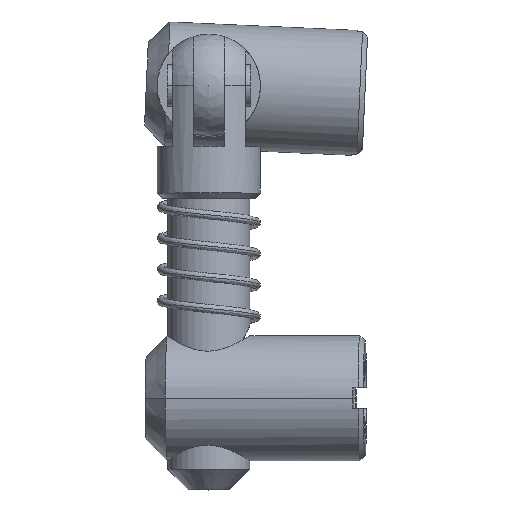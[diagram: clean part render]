
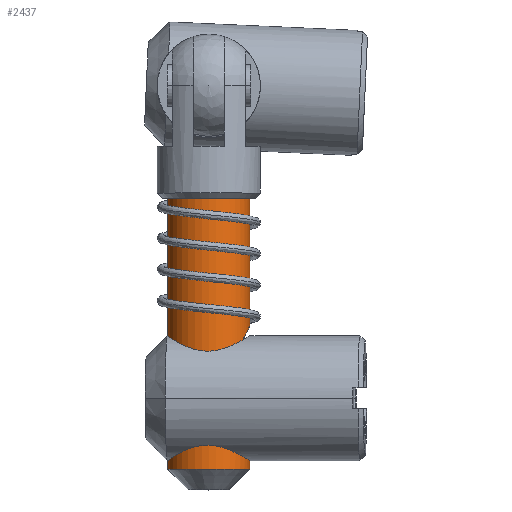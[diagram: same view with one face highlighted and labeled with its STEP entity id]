
A CAD part, top view. The second image highlights one B-rep face of the part: STEP entity #2437.
In plain terms, the highlighted cylindrical face has radius 3.95 mm (diameter 7.9 mm), a partial arc.
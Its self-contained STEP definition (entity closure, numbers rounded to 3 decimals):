
#45 = CARTESIAN_POINT ( 'NONE',  ( 22.718, 0.422, -16.561 ) ) ;
#79 = VERTEX_POINT ( 'NONE', #2992 ) ;
#319 = CARTESIAN_POINT ( 'NONE',  ( 26.668, 0.422, -16.561 ) ) ;
#336 = DIRECTION ( 'NONE',  ( 0., 1., 0. ) ) ;
#371 = VECTOR ( 'NONE', #2232, 1000. ) ;
#395 = CARTESIAN_POINT ( 'NONE',  ( 26.444, -21.32, -15.246 ) ) ;
#583 = CARTESIAN_POINT ( 'NONE',  ( 18.768, -25.578, -16.561 ) ) ;
#685 = AXIS2_PLACEMENT_3D ( 'NONE', #45, #1649, #6383 ) ;
#744 = B_SPLINE_CURVE_WITH_KNOTS ( 'NONE', 3,
 ( #3265, #5807, #3756, #868, #4276, #1383, #4803, #1891, #5337, #2386, #5823, #2816, #6317, #3280, #395, #3775, #892, #4295, #1409, #4821, #1910, #5360 ),
 .UNSPECIFIED., .F., .F.,
 ( 4, 2, 2, 2, 2, 2, 2, 2, 2, 2, 4 ),
 ( 0.018, 0.019, 0.02, 0.021, 0.022, 0.023, 0.023, 0.024, 0.024, 0.025, 0.025 ),
 .UNSPECIFIED. ) ;
#759 = AXIS2_PLACEMENT_3D ( 'NONE', #5612, #5743, #5636 ) ;
#813 = CARTESIAN_POINT ( 'NONE',  ( 26.668, -21.728, -16.561 ) ) ;
#831 = EDGE_CURVE ( 'NONE', #1263, #5750, #839, .T. ) ;
#839 = LINE ( 'NONE', #2247, #371 ) ;
#868 = CARTESIAN_POINT ( 'NONE',  ( 25.071, -17.898, -13.388 ) ) ;
#892 = CARTESIAN_POINT ( 'NONE',  ( 26.553, -21.52, -15.607 ) ) ;
#931 = VERTEX_POINT ( 'NONE', #2072 ) ;
#961 = CARTESIAN_POINT ( 'NONE',  ( 26.668, 11.222, -16.561 ) ) ;
#1263 = VERTEX_POINT ( 'NONE', #583 ) ;
#1290 = EDGE_LOOP ( 'NONE', ( #1484, #1660, #1721, #4198, #4112, #4841, #5183 ) ) ;
#1383 = CARTESIAN_POINT ( 'NONE',  ( 25.279, -18.702, -13.552 ) ) ;
#1408 = VERTEX_POINT ( 'NONE', #319 ) ;
#1409 = CARTESIAN_POINT ( 'NONE',  ( 26.63, -21.66, -15.999 ) ) ;
#1484 = ORIENTED_EDGE ( 'NONE', *, *, #5970, .T. ) ;
#1538 = CARTESIAN_POINT ( 'NONE',  ( 24.966, -16.778, -13.313 ) ) ;
#1561 = CARTESIAN_POINT ( 'NONE',  ( 24.966, -16.495, -13.313 ) ) ;
#1592 = CARTESIAN_POINT ( 'NONE',  ( 24.988, -16.216, -13.328 ) ) ;
#1601 = VECTOR ( 'NONE', #6399, 1000. ) ;
#1611 = CARTESIAN_POINT ( 'NONE',  ( 25.07, -15.662, -13.387 ) ) ;
#1634 = CARTESIAN_POINT ( 'NONE',  ( 25.132, -15.385, -13.433 ) ) ;
#1649 = DIRECTION ( 'NONE',  ( 0., 1., 0. ) ) ;
#1656 = EDGE_CURVE ( 'NONE', #5750, #1408, #3510, .T. ) ;
#1660 = ORIENTED_EDGE ( 'NONE', *, *, #6174, .T. ) ;
#1721 = ORIENTED_EDGE ( 'NONE', *, *, #6056, .F. ) ;
#1746 = LINE ( 'NONE', #961, #1601 ) ;
#1891 = CARTESIAN_POINT ( 'NONE',  ( 25.554, -19.461, -13.808 ) ) ;
#1910 = CARTESIAN_POINT ( 'NONE',  ( 26.668, -21.728, -16.42 ) ) ;
#1961 = CARTESIAN_POINT ( 'NONE',  ( 25.353, -14.588, -13.612 ) ) ;
#2035 = CARTESIAN_POINT ( 'NONE',  ( 25.549, -14.091, -13.787 ) ) ;
#2059 = CARTESIAN_POINT ( 'NONE',  ( 25.86, -13.392, -14.162 ) ) ;
#2072 = CARTESIAN_POINT ( 'NONE',  ( 26.668, -25.578, -16.561 ) ) ;
#2084 = CARTESIAN_POINT ( 'NONE',  ( 25.965, -13.171, -14.304 ) ) ;
#2110 = CARTESIAN_POINT ( 'NONE',  ( 26.118, -12.863, -14.549 ) ) ;
#2232 = DIRECTION ( 'NONE',  ( 0., 1., 0. ) ) ;
#2247 = CARTESIAN_POINT ( 'NONE',  ( 18.768, 11.222, -16.561 ) ) ;
#2285 = CARTESIAN_POINT ( 'NONE',  ( 26.668, -11.828, -16.561 ) ) ;
#2386 = CARTESIAN_POINT ( 'NONE',  ( 25.861, -20.166, -14.163 ) ) ;
#2437 = ADVANCED_FACE ( 'NONE', ( #5239 ), #3676, .T. ) ;
#2486 = CARTESIAN_POINT ( 'NONE',  ( 26.168, -12.763, -14.635 ) ) ;
#2517 = CARTESIAN_POINT ( 'NONE',  ( 26.266, -12.573, -14.822 ) ) ;
#2539 = CARTESIAN_POINT ( 'NONE',  ( 26.314, -12.482, -14.922 ) ) ;
#2585 = CARTESIAN_POINT ( 'NONE',  ( 26.402, -12.315, -15.133 ) ) ;
#2625 = CARTESIAN_POINT ( 'NONE',  ( 26.444, -12.238, -15.243 ) ) ;
#2641 = LINE ( 'NONE', #5747, #5131 ) ;
#2646 = CARTESIAN_POINT ( 'NONE',  ( 26.519, -12.099, -15.478 ) ) ;
#2664 = CARTESIAN_POINT ( 'NONE',  ( 26.552, -12.037, -15.604 ) ) ;
#2816 = CARTESIAN_POINT ( 'NONE',  ( 26.171, -20.8, -14.633 ) ) ;
#2855 = CARTESIAN_POINT ( 'NONE',  ( 26.608, -11.936, -15.864 ) ) ;
#2872 = CARTESIAN_POINT ( 'NONE',  ( 26.63, -11.896, -15.998 ) ) ;
#2891 = CARTESIAN_POINT ( 'NONE',  ( 26.66, -11.842, -16.277 ) ) ;
#2956 = CARTESIAN_POINT ( 'NONE',  ( 26.668, -11.828, -16.561 ) ) ;
#2978 = CARTESIAN_POINT ( 'NONE',  ( 26.668, -11.828, -16.42 ) ) ;
#2992 = CARTESIAN_POINT ( 'NONE',  ( 24.966, -16.778, -13.313 ) ) ;
#3224 = CARTESIAN_POINT ( 'NONE',  ( 22.718, -25.578, -16.561 ) ) ;
#3265 = CARTESIAN_POINT ( 'NONE',  ( 24.966, -16.778, -13.313 ) ) ;
#3280 = CARTESIAN_POINT ( 'NONE',  ( 26.403, -21.243, -15.135 ) ) ;
#3510 = CIRCLE ( 'NONE', #685, 3.95 ) ;
#3545 = VERTEX_POINT ( 'NONE', #813 ) ;
#3676 = CYLINDRICAL_SURFACE ( 'NONE', #759, 3.95 ) ;
#3714 = DIRECTION ( 'NONE',  ( 1., 0., 0. ) ) ;
#3756 = CARTESIAN_POINT ( 'NONE',  ( 24.988, -17.345, -13.328 ) ) ;
#3775 = CARTESIAN_POINT ( 'NONE',  ( 26.519, -21.459, -15.481 ) ) ;
#3794 = VERTEX_POINT ( 'NONE', #2285 ) ;
#4112 = ORIENTED_EDGE ( 'NONE', *, *, #4773, .T. ) ;
#4198 = ORIENTED_EDGE ( 'NONE', *, *, #4902, .F. ) ;
#4276 = CARTESIAN_POINT ( 'NONE',  ( 25.131, -18.169, -13.432 ) ) ;
#4295 = CARTESIAN_POINT ( 'NONE',  ( 26.608, -21.621, -15.866 ) ) ;
#4335 = B_SPLINE_CURVE_WITH_KNOTS ( 'NONE', 3,
 ( #2956, #2978, #2891, #2872, #2855, #2664, #2646, #2625, #2585, #2539, #2517, #2486, #2110, #2084, #2059, #2035, #1961, #1634, #1611, #1592, #1561, #1538 ),
 .UNSPECIFIED., .F., .F.,
 ( 4, 2, 2, 2, 2, 2, 2, 2, 2, 2, 4 ),
 ( 0.012, 0.012, 0.012, 0.013, 0.013, 0.014, 0.014, 0.015, 0.017, 0.018, 0.018 ),
 .UNSPECIFIED. ) ;
#4773 = EDGE_CURVE ( 'NONE', #3794, #1408, #2641, .T. ) ;
#4803 = CARTESIAN_POINT ( 'NONE',  ( 25.366, -18.962, -13.627 ) ) ;
#4821 = CARTESIAN_POINT ( 'NONE',  ( 26.66, -21.714, -16.277 ) ) ;
#4841 = ORIENTED_EDGE ( 'NONE', *, *, #1656, .F. ) ;
#4902 = EDGE_CURVE ( 'NONE', #3794, #79, #4335, .T. ) ;
#5079 = AXIS2_PLACEMENT_3D ( 'NONE', #3224, #336, #3714 ) ;
#5116 = CARTESIAN_POINT ( 'NONE',  ( 18.768, 0.422, -16.561 ) ) ;
#5131 = VECTOR ( 'NONE', #6276, 1000. ) ;
#5183 = ORIENTED_EDGE ( 'NONE', *, *, #831, .F. ) ;
#5239 = FACE_OUTER_BOUND ( 'NONE', #1290, .T. ) ;
#5337 = CARTESIAN_POINT ( 'NONE',  ( 25.654, -19.702, -13.914 ) ) ;
#5360 = CARTESIAN_POINT ( 'NONE',  ( 26.668, -21.728, -16.561 ) ) ;
#5612 = CARTESIAN_POINT ( 'NONE',  ( 22.718, 11.222, -16.561 ) ) ;
#5636 = DIRECTION ( 'NONE',  ( -1., 0., 0. ) ) ;
#5743 = DIRECTION ( 'NONE',  ( 0., 1., 0. ) ) ;
#5747 = CARTESIAN_POINT ( 'NONE',  ( 26.668, 11.222, -16.561 ) ) ;
#5750 = VERTEX_POINT ( 'NONE', #5116 ) ;
#5807 = CARTESIAN_POINT ( 'NONE',  ( 24.966, -17.06, -13.313 ) ) ;
#5823 = CARTESIAN_POINT ( 'NONE',  ( 25.967, -20.388, -14.306 ) ) ;
#5970 = EDGE_CURVE ( 'NONE', #1263, #931, #6288, .T. ) ;
#6056 = EDGE_CURVE ( 'NONE', #79, #3545, #744, .T. ) ;
#6174 = EDGE_CURVE ( 'NONE', #931, #3545, #1746, .T. ) ;
#6276 = DIRECTION ( 'NONE',  ( 0., 1., 0. ) ) ;
#6288 = CIRCLE ( 'NONE', #5079, 3.95 ) ;
#6317 = CARTESIAN_POINT ( 'NONE',  ( 26.271, -20.993, -14.82 ) ) ;
#6383 = DIRECTION ( 'NONE',  ( -1., 0., 0. ) ) ;
#6399 = DIRECTION ( 'NONE',  ( 0., 1., 0. ) ) ;
